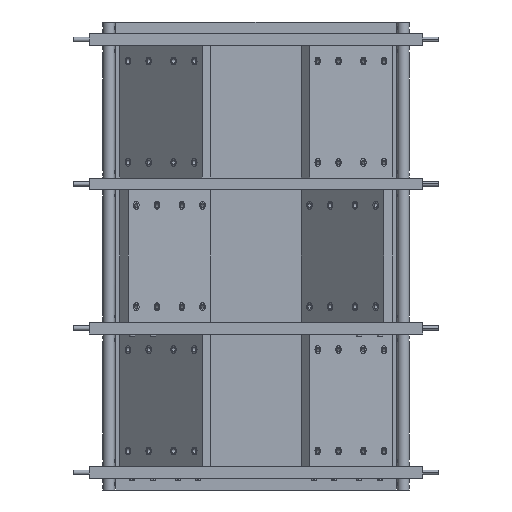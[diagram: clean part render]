
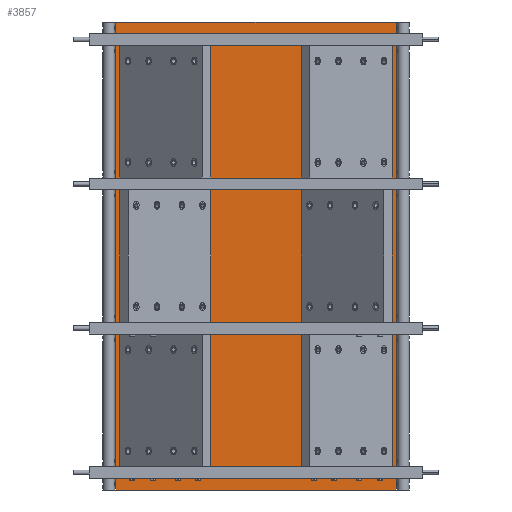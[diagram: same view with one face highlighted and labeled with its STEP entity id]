
A CAD part, front view. The second image highlights one B-rep face of the part: STEP entity #3857.
In plain terms, the highlighted planar face has unit normal (0, -1, 0).
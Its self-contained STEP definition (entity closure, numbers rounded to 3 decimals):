
#78 = LINE ( 'NONE', #12636, #4309 ) ;
#498 = PLANE ( 'NONE',  #10515 ) ;
#1047 = CARTESIAN_POINT ( 'NONE',  ( -600., -9.5, -359. ) ) ;
#1691 = VERTEX_POINT ( 'NONE', #13289 ) ;
#1801 = DIRECTION ( 'NONE',  ( 0., 0., 1. ) ) ;
#1856 = LINE ( 'NONE', #2027, #10956 ) ;
#2027 = CARTESIAN_POINT ( 'NONE',  ( -600., -9.5, 359. ) ) ;
#2231 = DIRECTION ( 'NONE',  ( 0., 0., -1. ) ) ;
#2399 = CARTESIAN_POINT ( 'NONE',  ( 600., -9.5, -359. ) ) ;
#2444 = LINE ( 'NONE', #12886, #13969 ) ;
#3495 = ORIENTED_EDGE ( 'NONE', *, *, #13066, .F. ) ;
#3648 = CARTESIAN_POINT ( 'NONE',  ( -600., -9.5, 359. ) ) ;
#3857 = ADVANCED_FACE ( 'NONE', ( #5923 ), #498, .F. ) ;
#4309 = VECTOR ( 'NONE', #2231, 1000. ) ;
#4494 = LINE ( 'NONE', #1047, #13789 ) ;
#5195 = DIRECTION ( 'NONE',  ( -1., 0., 0. ) ) ;
#5197 = ORIENTED_EDGE ( 'NONE', *, *, #5793, .F. ) ;
#5419 = EDGE_CURVE ( 'NONE', #10172, #1691, #2444, .T. ) ;
#5629 = CARTESIAN_POINT ( 'NONE',  ( 0., -9.5, 0. ) ) ;
#5793 = EDGE_CURVE ( 'NONE', #9987, #10221, #1856, .T. ) ;
#5923 = FACE_OUTER_BOUND ( 'NONE', #10825, .T. ) ;
#6985 = DIRECTION ( 'NONE',  ( 0., 1., 0. ) ) ;
#7290 = CARTESIAN_POINT ( 'NONE',  ( 600., -9.5, 359. ) ) ;
#7346 = ORIENTED_EDGE ( 'NONE', *, *, #14900, .F. ) ;
#9368 = ORIENTED_EDGE ( 'NONE', *, *, #5419, .F. ) ;
#9987 = VERTEX_POINT ( 'NONE', #3648 ) ;
#10172 = VERTEX_POINT ( 'NONE', #2399 ) ;
#10221 = VERTEX_POINT ( 'NONE', #7290 ) ;
#10515 = AXIS2_PLACEMENT_3D ( 'NONE', #5629, #6985, #1801 ) ;
#10825 = EDGE_LOOP ( 'NONE', ( #7346, #9368, #3495, #5197 ) ) ;
#10956 = VECTOR ( 'NONE', #13621, 1000. ) ;
#12636 = CARTESIAN_POINT ( 'NONE',  ( 600., -9.5, -359. ) ) ;
#12692 = DIRECTION ( 'NONE',  ( 0., 0., 1. ) ) ;
#12886 = CARTESIAN_POINT ( 'NONE',  ( -600., -9.5, -359. ) ) ;
#13066 = EDGE_CURVE ( 'NONE', #10221, #10172, #78, .T. ) ;
#13289 = CARTESIAN_POINT ( 'NONE',  ( -600., -9.5, -359. ) ) ;
#13621 = DIRECTION ( 'NONE',  ( 1., 0., 0. ) ) ;
#13789 = VECTOR ( 'NONE', #12692, 1000. ) ;
#13969 = VECTOR ( 'NONE', #5195, 1000. ) ;
#14900 = EDGE_CURVE ( 'NONE', #1691, #9987, #4494, .T. ) ;
